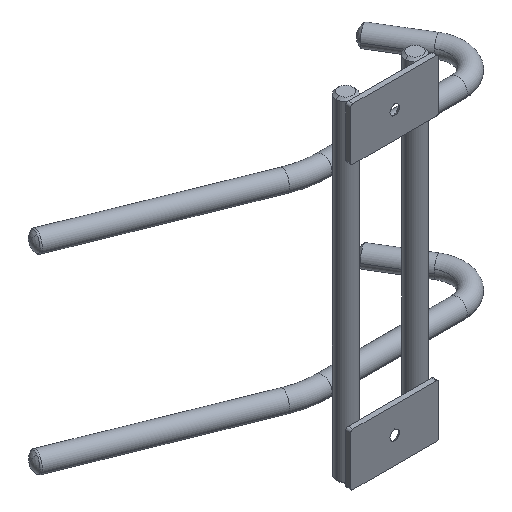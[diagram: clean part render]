
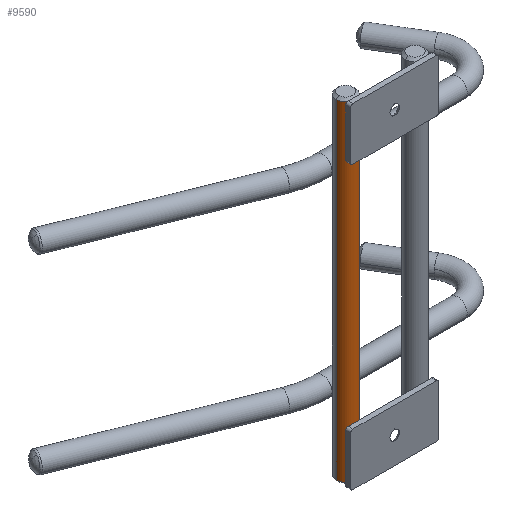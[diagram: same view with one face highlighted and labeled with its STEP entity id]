
A CAD part, isometric view. The second image highlights one B-rep face of the part: STEP entity #9590.
In plain terms, the highlighted cylindrical face has radius 4 mm (diameter 8 mm), a partial arc.
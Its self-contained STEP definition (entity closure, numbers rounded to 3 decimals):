
#8360=CARTESIAN_POINT('',(125.,-4.,-109.));
#8370=VERTEX_POINT('',#8360);
#8400=CARTESIAN_POINT('',(129.,-4.,-109.));
#8410=DIRECTION('',(0.,0.,1.));
#8420=DIRECTION('',(1.,0.,0.));
#8430=AXIS2_PLACEMENT_3D('',#8400,#8410,#8420);
#8440=CIRCLE('',#8430,4.);
#8450=CARTESIAN_POINT('',(133.,-4.,-109.));
#8460=VERTEX_POINT('',#8450);
#8470=EDGE_CURVE('',#8370,#8460,#8440,.T.);
#9020=CARTESIAN_POINT('',(133.,-4.,29.));
#9030=VERTEX_POINT('',#9020);
#9060=CARTESIAN_POINT('',(129.,-4.,29.));
#9070=DIRECTION('',(0.,0.,1.));
#9080=DIRECTION('',(1.,0.,0.));
#9090=AXIS2_PLACEMENT_3D('',#9060,#9070,#9080);
#9100=CIRCLE('',#9090,4.);
#9110=CARTESIAN_POINT('',(125.,-4.,29.));
#9120=VERTEX_POINT('',#9110);
#9130=EDGE_CURVE('',#9120,#9030,#9100,.T.);
#9380=CARTESIAN_POINT('',(129.,-4.,0.));
#9390=DIRECTION('',(0.,0.,1.));
#9400=DIRECTION('',(1.,0.,0.));
#9410=AXIS2_PLACEMENT_3D('',#9380,#9390,#9400);
#9420=CYLINDRICAL_SURFACE('',#9410,4.);
#9430=CARTESIAN_POINT('',(133.,-4.,0.));
#9440=DIRECTION('',(0.,0.,1.));
#9450=VECTOR('',#9440,1.);
#9460=LINE('',#9430,#9450);
#9470=EDGE_CURVE('',#8460,#9030,#9460,.T.);
#9480=ORIENTED_EDGE('',*,*,#9470,.T.);
#9490=ORIENTED_EDGE('',*,*,#8470,.T.);
#9500=CARTESIAN_POINT('',(125.,-4.,0.));
#9510=DIRECTION('',(0.,0.,1.));
#9520=VECTOR('',#9510,1.);
#9530=LINE('',#9500,#9520);
#9540=EDGE_CURVE('',#8370,#9120,#9530,.T.);
#9550=ORIENTED_EDGE('',*,*,#9540,.F.);
#9560=ORIENTED_EDGE('',*,*,#9130,.F.);
#9570=EDGE_LOOP('',(#9560,#9550,#9490,#9480));
#9580=FACE_OUTER_BOUND('',#9570,.T.);
#9590=ADVANCED_FACE('',(#9580),#9420,.T.);
